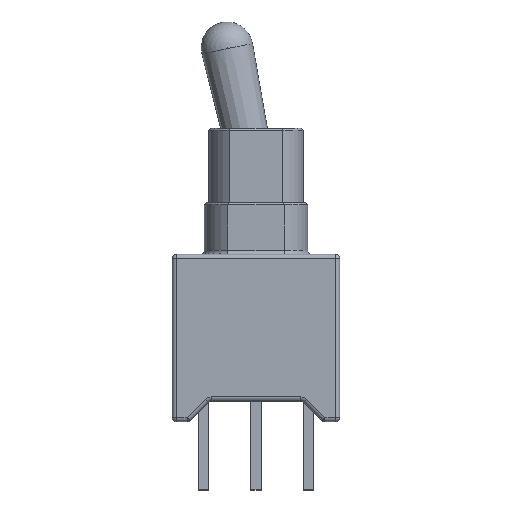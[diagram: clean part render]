
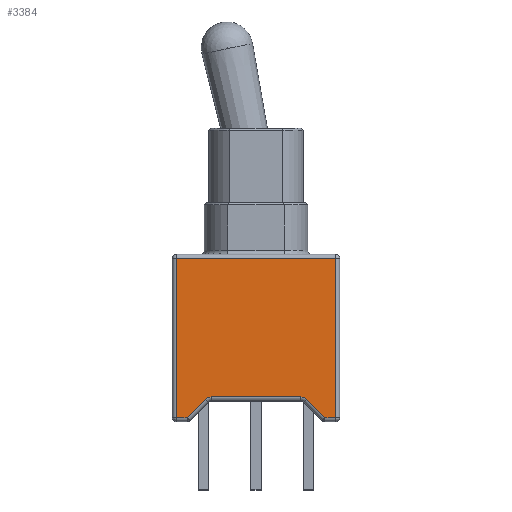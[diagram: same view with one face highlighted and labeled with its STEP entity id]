
A CAD part, top view. The second image highlights one B-rep face of the part: STEP entity #3384.
In plain terms, the highlighted planar face has unit normal (0, 0, 1).
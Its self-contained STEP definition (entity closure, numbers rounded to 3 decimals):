
#9 = ORIENTED_EDGE ( 'NONE', *, *, #84, .T. ) ;
#84 = EDGE_CURVE ( 'NONE', #498, #2353, #2165, .T. ) ;
#165 = CARTESIAN_POINT ( 'NONE',  ( -3.85, 0., 2.5 ) ) ;
#197 = CIRCLE ( 'NONE', #2314, 0.4 ) ;
#234 = EDGE_CURVE ( 'NONE', #2353, #464, #1668, .T. ) ;
#238 = VECTOR ( 'NONE', #697, 1000. ) ;
#300 = CARTESIAN_POINT ( 'NONE',  ( -2.45, 1.083, 2.5 ) ) ;
#407 = VECTOR ( 'NONE', #2488, 1000. ) ;
#412 = EDGE_CURVE ( 'NONE', #2593, #2335, #3354, .T. ) ;
#441 = PLANE ( 'NONE',  #2194 ) ;
#464 = VERTEX_POINT ( 'NONE', #4051 ) ;
#498 = VERTEX_POINT ( 'NONE', #2666 ) ;
#508 = LINE ( 'NONE', #2669, #4413 ) ;
#532 = CARTESIAN_POINT ( 'NONE',  ( 2.167, 1.2, 2.5 ) ) ;
#697 = DIRECTION ( 'NONE',  ( 1., 0., 0. ) ) ;
#814 = ORIENTED_EDGE ( 'NONE', *, *, #2330, .T. ) ;
#836 = VERTEX_POINT ( 'NONE', #1906 ) ;
#843 = ORIENTED_EDGE ( 'NONE', *, *, #412, .T. ) ;
#1005 = CARTESIAN_POINT ( 'NONE',  ( 3.85, 8.1, 2.5 ) ) ;
#1020 = EDGE_CURVE ( 'NONE', #2159, #498, #1407, .T. ) ;
#1024 = CIRCLE ( 'NONE', #3897, 0.4 ) ;
#1149 = ORIENTED_EDGE ( 'NONE', *, *, #1910, .T. ) ;
#1210 = DIRECTION ( 'NONE',  ( 0., 0., 1. ) ) ;
#1397 = CARTESIAN_POINT ( 'NONE',  ( 0., 0.2, 2.5 ) ) ;
#1401 = DIRECTION ( 'NONE',  ( 1., 0., 0. ) ) ;
#1406 = DIRECTION ( 'NONE',  ( 0., 0., 1. ) ) ;
#1407 = LINE ( 'NONE', #3605, #2119 ) ;
#1444 = CARTESIAN_POINT ( 'NONE',  ( -3.85, 7.9, 2.5 ) ) ;
#1545 = CARTESIAN_POINT ( 'NONE',  ( -2.167, 1.2, 2.5 ) ) ;
#1605 = ORIENTED_EDGE ( 'NONE', *, *, #1621, .T. ) ;
#1621 = EDGE_CURVE ( 'NONE', #2810, #3601, #508, .T. ) ;
#1639 = DIRECTION ( 'NONE',  ( 0., -1., 0. ) ) ;
#1668 = LINE ( 'NONE', #1005, #407 ) ;
#1679 = ORIENTED_EDGE ( 'NONE', *, *, #1020, .T. ) ;
#1680 = DIRECTION ( 'NONE',  ( 1., 0., 0. ) ) ;
#1740 = EDGE_CURVE ( 'NONE', #2159, #2335, #197, .T. ) ;
#1742 = ORIENTED_EDGE ( 'NONE', *, *, #234, .T. ) ;
#1771 = LINE ( 'NONE', #1820, #2977 ) ;
#1820 = CARTESIAN_POINT ( 'NONE',  ( 0., 7.9, 2.5 ) ) ;
#1855 = CARTESIAN_POINT ( 'NONE',  ( 0., 0., 2.5 ) ) ;
#1904 = FACE_OUTER_BOUND ( 'NONE', #3030, .T. ) ;
#1906 = CARTESIAN_POINT ( 'NONE',  ( -3.85, 0.2, 2.5 ) ) ;
#1910 = EDGE_CURVE ( 'NONE', #836, #2810, #3645, .T. ) ;
#1918 = ORIENTED_EDGE ( 'NONE', *, *, #1740, .F. ) ;
#1924 = DIRECTION ( 'NONE',  ( 1., 0., 0. ) ) ;
#2119 = VECTOR ( 'NONE', #3556, 1000. ) ;
#2159 = VERTEX_POINT ( 'NONE', #2326 ) ;
#2165 = LINE ( 'NONE', #2795, #3464 ) ;
#2194 = AXIS2_PLACEMENT_3D ( 'NONE', #1855, #3017, #1924 ) ;
#2314 = AXIS2_PLACEMENT_3D ( 'NONE', #4543, #1210, #2694 ) ;
#2326 = CARTESIAN_POINT ( 'NONE',  ( 2.45, 1.083, 2.5 ) ) ;
#2330 = EDGE_CURVE ( 'NONE', #3323, #836, #4257, .T. ) ;
#2335 = VERTEX_POINT ( 'NONE', #532 ) ;
#2353 = VERTEX_POINT ( 'NONE', #3927 ) ;
#2437 = ORIENTED_EDGE ( 'NONE', *, *, #3560, .F. ) ;
#2488 = DIRECTION ( 'NONE',  ( 0., 1., 0. ) ) ;
#2593 = VERTEX_POINT ( 'NONE', #1545 ) ;
#2627 = CARTESIAN_POINT ( 'NONE',  ( 2.25, 1.2, 2.5 ) ) ;
#2666 = CARTESIAN_POINT ( 'NONE',  ( 3.333, 0.2, 2.5 ) ) ;
#2669 = CARTESIAN_POINT ( 'NONE',  ( -2.391, 1.141, 2.5 ) ) ;
#2694 = DIRECTION ( 'NONE',  ( 1., 0., 0. ) ) ;
#2795 = CARTESIAN_POINT ( 'NONE',  ( 4.05, 0.2, 2.5 ) ) ;
#2800 = CARTESIAN_POINT ( 'NONE',  ( -3.333, 0.2, 2.5 ) ) ;
#2810 = VERTEX_POINT ( 'NONE', #2800 ) ;
#2977 = VECTOR ( 'NONE', #3283, 1000. ) ;
#3017 = DIRECTION ( 'NONE',  ( 0., 0., 1. ) ) ;
#3030 = EDGE_LOOP ( 'NONE', ( #814, #1149, #1605, #2437, #843, #1918, #1679, #9, #1742, #3850 ) ) ;
#3283 = DIRECTION ( 'NONE',  ( -1., 0., 0. ) ) ;
#3323 = VERTEX_POINT ( 'NONE', #1444 ) ;
#3354 = LINE ( 'NONE', #2627, #4812 ) ;
#3384 = ADVANCED_FACE ( 'NONE', ( #1904 ), #441, .T. ) ;
#3464 = VECTOR ( 'NONE', #1680, 1000. ) ;
#3556 = DIRECTION ( 'NONE',  ( 0.707, -0.707, 0. ) ) ;
#3560 = EDGE_CURVE ( 'NONE', #2593, #3601, #1024, .T. ) ;
#3601 = VERTEX_POINT ( 'NONE', #300 ) ;
#3605 = CARTESIAN_POINT ( 'NONE',  ( 3.391, 0.141, 2.5 ) ) ;
#3645 = LINE ( 'NONE', #1397, #238 ) ;
#3850 = ORIENTED_EDGE ( 'NONE', *, *, #3971, .T. ) ;
#3897 = AXIS2_PLACEMENT_3D ( 'NONE', #3984, #1406, #4370 ) ;
#3927 = CARTESIAN_POINT ( 'NONE',  ( 3.85, 0.2, 2.5 ) ) ;
#3971 = EDGE_CURVE ( 'NONE', #464, #3323, #1771, .T. ) ;
#3984 = CARTESIAN_POINT ( 'NONE',  ( -2.167, 0.8, 2.5 ) ) ;
#4051 = CARTESIAN_POINT ( 'NONE',  ( 3.85, 7.9, 2.5 ) ) ;
#4207 = VECTOR ( 'NONE', #1639, 1000. ) ;
#4257 = LINE ( 'NONE', #165, #4207 ) ;
#4370 = DIRECTION ( 'NONE',  ( 1., 0., 0. ) ) ;
#4413 = VECTOR ( 'NONE', #4566, 1000. ) ;
#4543 = CARTESIAN_POINT ( 'NONE',  ( 2.167, 0.8, 2.5 ) ) ;
#4566 = DIRECTION ( 'NONE',  ( 0.707, 0.707, 0. ) ) ;
#4812 = VECTOR ( 'NONE', #1401, 1000. ) ;
